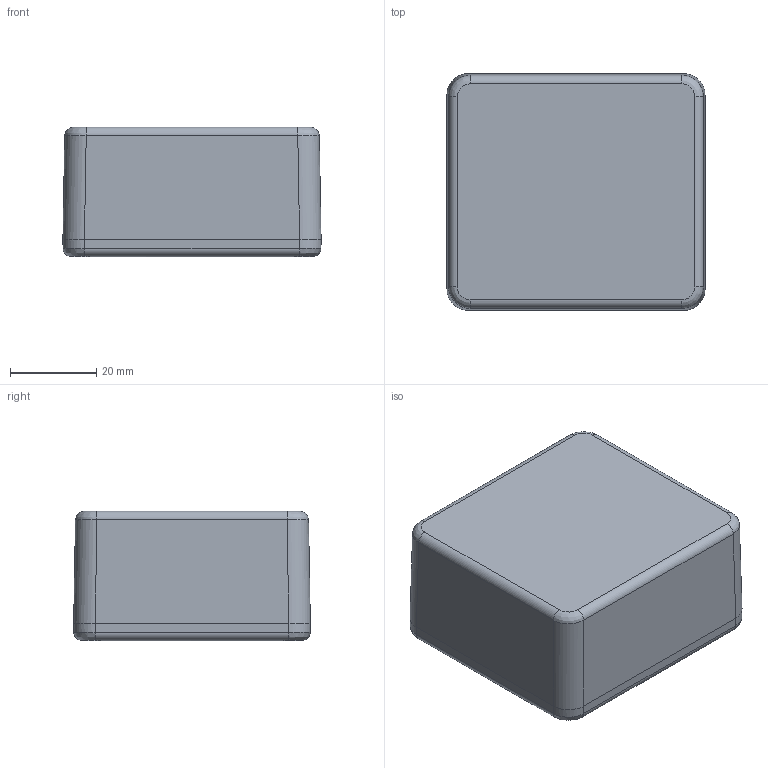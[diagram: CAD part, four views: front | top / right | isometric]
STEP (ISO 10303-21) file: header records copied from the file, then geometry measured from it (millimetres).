
FILE_DESCRIPTION(/* description */ (''),/* implementation_level */ '2;1');
FILE_NAME(/* name */ '1550Q.iam.stp',/* time_stamp */ '2014-10-29T10:14:24-04:00',/* author */ ('fwarzocha'),/* organization */ (''),/* preprocessor_version */ 'ST-DEVELOPER v15.2',/* originating_system */ 'Autodesk Inventor 2014',/* authorisation */ '');
FILE_SCHEMA (('AUTOMOTIVE_DESIGN { 1 0 10303 214 3 1 1 }'));
Length unit declared in the file: millimetre
Products named in the file (4): 1550Q BOX; 1550Q LID; SC1550 (screw M3.5-0.6X 12mm FH); 1550Q
Bounding box: 60 x 55 x 30.1 mm (x, y, z)
Volume: 25661.1 mm3; surface area: 26635.6 mm2
Topology: 6 solids, 6 shells, 861 faces, 2300 edges, 1500 vertices
Faces by surface type: bspline 352, plane 335, cone 70, cylinder 70, torus 34
Full cylindrical faces by diameter (mm): 3 x4, 3.43 x4, 4.1 x4
Entity records: 40648 total; most frequent: CARTESIAN_POINT 23340, ORIENTED_EDGE 4102, DIRECTION 2570, EDGE_CURVE 2051, VERTEX_POINT 1351, LINE 1044, VECTOR 1044, EDGE_LOOP 874
